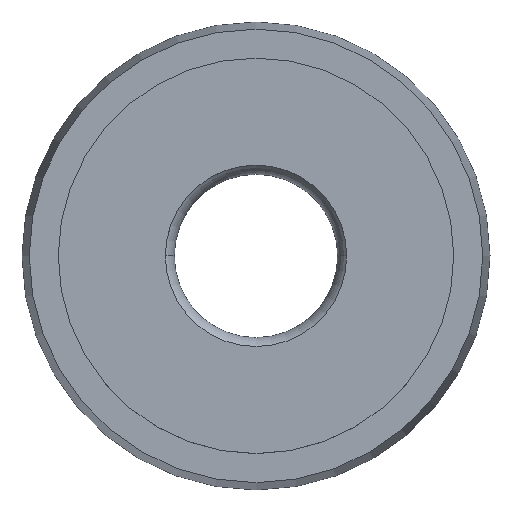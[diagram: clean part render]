
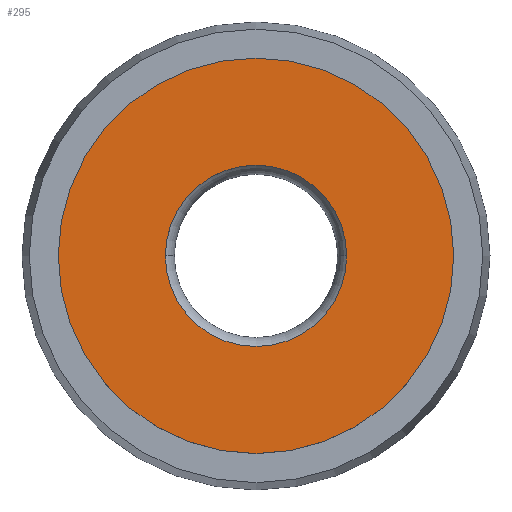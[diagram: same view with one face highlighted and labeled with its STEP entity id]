
A CAD part, top view. The second image highlights one B-rep face of the part: STEP entity #295.
In plain terms, the highlighted planar face has unit normal (0, 0, 1).
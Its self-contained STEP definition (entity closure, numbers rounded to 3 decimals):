
#25 = CIRCLE ( 'NONE', #195, 2.5 ) ;
#34 = ORIENTED_EDGE ( 'NONE', *, *, #228, .T. ) ;
#51 = CIRCLE ( 'NONE', #276, 2.5 ) ;
#60 = CARTESIAN_POINT ( 'NONE',  ( 0., 0., 0. ) ) ;
#88 = DIRECTION ( 'NONE',  ( 1., 0., 0. ) ) ;
#112 = EDGE_LOOP ( 'NONE', ( #137, #163 ) ) ;
#123 = DIRECTION ( 'NONE',  ( 0., 0., 1. ) ) ;
#137 = ORIENTED_EDGE ( 'NONE', *, *, #579, .F. ) ;
#163 = ORIENTED_EDGE ( 'NONE', *, *, #222, .F. ) ;
#171 = CARTESIAN_POINT ( 'NONE',  ( 5.45, 0., 0. ) ) ;
#173 = DIRECTION ( 'NONE',  ( 1., 0., 0. ) ) ;
#174 = CARTESIAN_POINT ( 'NONE',  ( 0., 0., 0. ) ) ;
#186 = CIRCLE ( 'NONE', #216, 5.45 ) ;
#195 = AXIS2_PLACEMENT_3D ( 'NONE', #292, #388, #88 ) ;
#206 = AXIS2_PLACEMENT_3D ( 'NONE', #60, #123, #406 ) ;
#210 = VERTEX_POINT ( 'NONE', #511 ) ;
#216 = AXIS2_PLACEMENT_3D ( 'NONE', #280, #336, #173 ) ;
#217 = ORIENTED_EDGE ( 'NONE', *, *, #367, .T. ) ;
#222 = EDGE_CURVE ( 'NONE', #226, #210, #51, .T. ) ;
#226 = VERTEX_POINT ( 'NONE', #327 ) ;
#228 = EDGE_CURVE ( 'NONE', #419, #446, #296, .T. ) ;
#231 = FACE_BOUND ( 'NONE', #112, .T. ) ;
#276 = AXIS2_PLACEMENT_3D ( 'NONE', #456, #558, #506 ) ;
#279 = DIRECTION ( 'NONE',  ( 0., 0., -1. ) ) ;
#280 = CARTESIAN_POINT ( 'NONE',  ( 0., 0., 0. ) ) ;
#292 = CARTESIAN_POINT ( 'NONE',  ( 0., 0., 0. ) ) ;
#295 = ADVANCED_FACE ( 'NONE', ( #231, #346 ), #379, .F. ) ;
#296 = CIRCLE ( 'NONE', #206, 5.45 ) ;
#327 = CARTESIAN_POINT ( 'NONE',  ( -2.5, 0., 0. ) ) ;
#336 = DIRECTION ( 'NONE',  ( 0., 0., 1. ) ) ;
#346 = FACE_OUTER_BOUND ( 'NONE', #582, .T. ) ;
#367 = EDGE_CURVE ( 'NONE', #446, #419, #186, .T. ) ;
#379 = PLANE ( 'NONE',  #636 ) ;
#388 = DIRECTION ( 'NONE',  ( 0., 0., 1. ) ) ;
#406 = DIRECTION ( 'NONE',  ( 1., 0., 0. ) ) ;
#419 = VERTEX_POINT ( 'NONE', #569 ) ;
#446 = VERTEX_POINT ( 'NONE', #171 ) ;
#456 = CARTESIAN_POINT ( 'NONE',  ( 0., 0., 0. ) ) ;
#506 = DIRECTION ( 'NONE',  ( 1., 0., 0. ) ) ;
#511 = CARTESIAN_POINT ( 'NONE',  ( 2.5, 0., 0. ) ) ;
#558 = DIRECTION ( 'NONE',  ( 0., 0., 1. ) ) ;
#569 = CARTESIAN_POINT ( 'NONE',  ( -5.45, 0., 0. ) ) ;
#579 = EDGE_CURVE ( 'NONE', #210, #226, #25, .T. ) ;
#582 = EDGE_LOOP ( 'NONE', ( #217, #34 ) ) ;
#622 = DIRECTION ( 'NONE',  ( -1., 0., 0. ) ) ;
#636 = AXIS2_PLACEMENT_3D ( 'NONE', #174, #279, #622 ) ;
